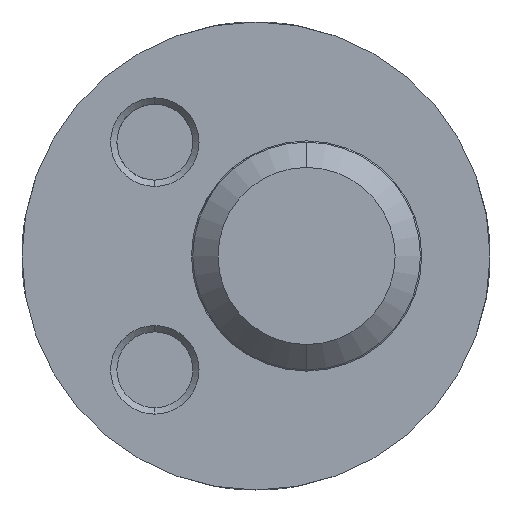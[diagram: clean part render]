
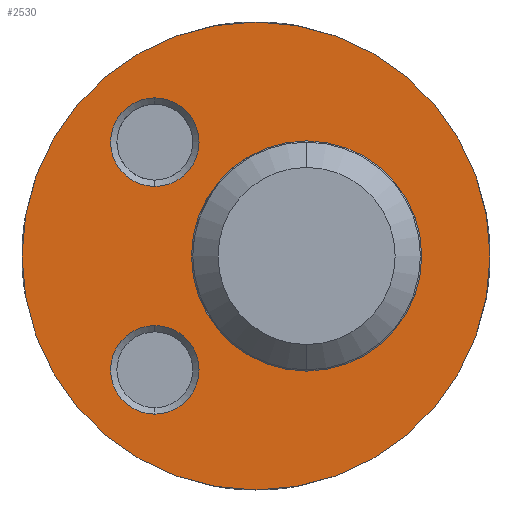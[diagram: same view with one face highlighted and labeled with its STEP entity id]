
A CAD part, left-side view. The second image highlights one B-rep face of the part: STEP entity #2530.
In plain terms, the highlighted face is planar.
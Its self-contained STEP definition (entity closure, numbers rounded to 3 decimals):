
#25 = VERTEX_POINT ( 'NONE', #3120 ) ;
#34 = CIRCLE ( 'NONE', #2011, 1.75 ) ;
#62 = DIRECTION ( 'NONE',  ( 0., 0., -1. ) ) ;
#90 = EDGE_CURVE ( 'NONE', #3305, #1622, #3435, .T. ) ;
#265 = ORIENTED_EDGE ( 'NONE', *, *, #3617, .T. ) ;
#298 = AXIS2_PLACEMENT_3D ( 'NONE', #1974, #2464, #2275 ) ;
#338 = EDGE_LOOP ( 'NONE', ( #1478, #1443 ) ) ;
#394 = EDGE_CURVE ( 'NONE', #2307, #4336, #1840, .T. ) ;
#410 = FACE_OUTER_BOUND ( 'NONE', #3370, .T. ) ;
#479 = CARTESIAN_POINT ( 'NONE',  ( 3., 4., 2.75 ) ) ;
#495 = CIRCLE ( 'NONE', #3839, 4.55 ) ;
#614 = DIRECTION ( 'NONE',  ( 0., 0., -1. ) ) ;
#640 = DIRECTION ( 'NONE',  ( 0., 0., -1. ) ) ;
#645 = FACE_BOUND ( 'NONE', #338, .T. ) ;
#680 = EDGE_LOOP ( 'NONE', ( #1359, #1242 ) ) ;
#704 = CARTESIAN_POINT ( 'NONE',  ( 3., 0., -9.25 ) ) ;
#779 = CARTESIAN_POINT ( 'NONE',  ( 3., 4., -4.5 ) ) ;
#798 = CARTESIAN_POINT ( 'NONE',  ( 3., 4., 6.25 ) ) ;
#832 = CARTESIAN_POINT ( 'NONE',  ( 3., -2., 0. ) ) ;
#913 = AXIS2_PLACEMENT_3D ( 'NONE', #1568, #1103, #640 ) ;
#1039 = ORIENTED_EDGE ( 'NONE', *, *, #90, .T. ) ;
#1081 = DIRECTION ( 'NONE',  ( -1., 0., 0. ) ) ;
#1103 = DIRECTION ( 'NONE',  ( 1., 0., 0. ) ) ;
#1233 = FACE_BOUND ( 'NONE', #4427, .T. ) ;
#1242 = ORIENTED_EDGE ( 'NONE', *, *, #3486, .T. ) ;
#1359 = ORIENTED_EDGE ( 'NONE', *, *, #4327, .T. ) ;
#1443 = ORIENTED_EDGE ( 'NONE', *, *, #1765, .F. ) ;
#1476 = DIRECTION ( 'NONE',  ( -1., 0., 0. ) ) ;
#1478 = ORIENTED_EDGE ( 'NONE', *, *, #3783, .F. ) ;
#1546 = CARTESIAN_POINT ( 'NONE',  ( 3., 4., 4.5 ) ) ;
#1568 = CARTESIAN_POINT ( 'NONE',  ( 3., -2., 0. ) ) ;
#1622 = VERTEX_POINT ( 'NONE', #4169 ) ;
#1693 = CARTESIAN_POINT ( 'NONE',  ( 3., 4., 4.5 ) ) ;
#1735 = AXIS2_PLACEMENT_3D ( 'NONE', #3202, #3453, #2505 ) ;
#1747 = AXIS2_PLACEMENT_3D ( 'NONE', #3108, #2635, #2170 ) ;
#1765 = EDGE_CURVE ( 'NONE', #3515, #3731, #495, .T. ) ;
#1775 = CARTESIAN_POINT ( 'NONE',  ( 3., -2., -4.55 ) ) ;
#1840 = CIRCLE ( 'NONE', #2694, 1.75 ) ;
#1974 = CARTESIAN_POINT ( 'NONE',  ( 3., 0., 0. ) ) ;
#2011 = AXIS2_PLACEMENT_3D ( 'NONE', #779, #2874, #4258 ) ;
#2146 = FACE_BOUND ( 'NONE', #680, .T. ) ;
#2148 = PLANE ( 'NONE',  #298 ) ;
#2170 = DIRECTION ( 'NONE',  ( 0., 0., -1. ) ) ;
#2275 = DIRECTION ( 'NONE',  ( 0., 0., -1. ) ) ;
#2307 = VERTEX_POINT ( 'NONE', #479 ) ;
#2440 = DIRECTION ( 'NONE',  ( 0., 0., -1. ) ) ;
#2456 = CIRCLE ( 'NONE', #4460, 9.25 ) ;
#2464 = DIRECTION ( 'NONE',  ( 1., 0., 0. ) ) ;
#2467 = CARTESIAN_POINT ( 'NONE',  ( 3., 4., -6.25 ) ) ;
#2505 = DIRECTION ( 'NONE',  ( 0., 0., -1. ) ) ;
#2530 = ADVANCED_FACE ( 'NONE', ( #1233, #2146, #645, #410 ), #2148, .T. ) ;
#2555 = DIRECTION ( 'NONE',  ( 1., 0., 0. ) ) ;
#2635 = DIRECTION ( 'NONE',  ( -1., 0., 0. ) ) ;
#2694 = AXIS2_PLACEMENT_3D ( 'NONE', #1693, #1476, #62 ) ;
#2835 = EDGE_CURVE ( 'NONE', #1622, #3305, #2456, .T. ) ;
#2874 = DIRECTION ( 'NONE',  ( -1., 0., 0. ) ) ;
#2902 = VERTEX_POINT ( 'NONE', #2467 ) ;
#3108 = CARTESIAN_POINT ( 'NONE',  ( 3., 4., -4.5 ) ) ;
#3120 = CARTESIAN_POINT ( 'NONE',  ( 3., 4., -2.75 ) ) ;
#3202 = CARTESIAN_POINT ( 'NONE',  ( 3., 0., 0. ) ) ;
#3267 = CIRCLE ( 'NONE', #4196, 1.75 ) ;
#3290 = DIRECTION ( 'NONE',  ( 0., 0., -1. ) ) ;
#3305 = VERTEX_POINT ( 'NONE', #704 ) ;
#3370 = EDGE_LOOP ( 'NONE', ( #1039, #3952 ) ) ;
#3435 = CIRCLE ( 'NONE', #1735, 9.25 ) ;
#3453 = DIRECTION ( 'NONE',  ( 1., 0., 0. ) ) ;
#3486 = EDGE_CURVE ( 'NONE', #25, #2902, #34, .T. ) ;
#3515 = VERTEX_POINT ( 'NONE', #3683 ) ;
#3617 = EDGE_CURVE ( 'NONE', #4336, #2307, #3267, .T. ) ;
#3683 = CARTESIAN_POINT ( 'NONE',  ( 3., -2., 4.55 ) ) ;
#3731 = VERTEX_POINT ( 'NONE', #1775 ) ;
#3746 = DIRECTION ( 'NONE',  ( 1., 0., 0. ) ) ;
#3783 = EDGE_CURVE ( 'NONE', #3731, #3515, #4326, .T. ) ;
#3839 = AXIS2_PLACEMENT_3D ( 'NONE', #832, #2555, #2440 ) ;
#3928 = CIRCLE ( 'NONE', #1747, 1.75 ) ;
#3952 = ORIENTED_EDGE ( 'NONE', *, *, #2835, .T. ) ;
#4169 = CARTESIAN_POINT ( 'NONE',  ( 3., 0., 9.25 ) ) ;
#4196 = AXIS2_PLACEMENT_3D ( 'NONE', #1546, #1081, #614 ) ;
#4220 = CARTESIAN_POINT ( 'NONE',  ( 3., 0., 0. ) ) ;
#4258 = DIRECTION ( 'NONE',  ( 0., 0., -1. ) ) ;
#4266 = ORIENTED_EDGE ( 'NONE', *, *, #394, .T. ) ;
#4326 = CIRCLE ( 'NONE', #913, 4.55 ) ;
#4327 = EDGE_CURVE ( 'NONE', #2902, #25, #3928, .T. ) ;
#4336 = VERTEX_POINT ( 'NONE', #798 ) ;
#4427 = EDGE_LOOP ( 'NONE', ( #4266, #265 ) ) ;
#4460 = AXIS2_PLACEMENT_3D ( 'NONE', #4220, #3746, #3290 ) ;
